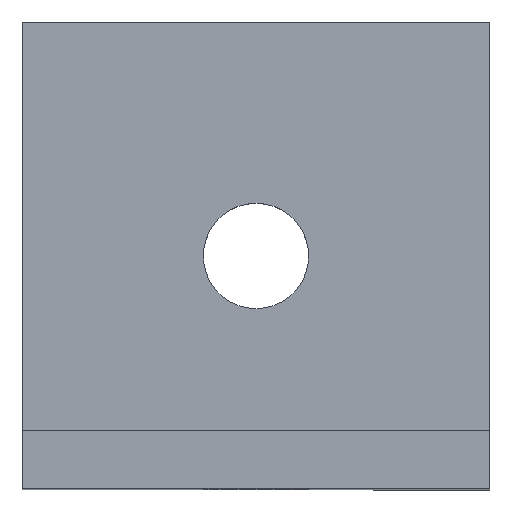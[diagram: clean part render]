
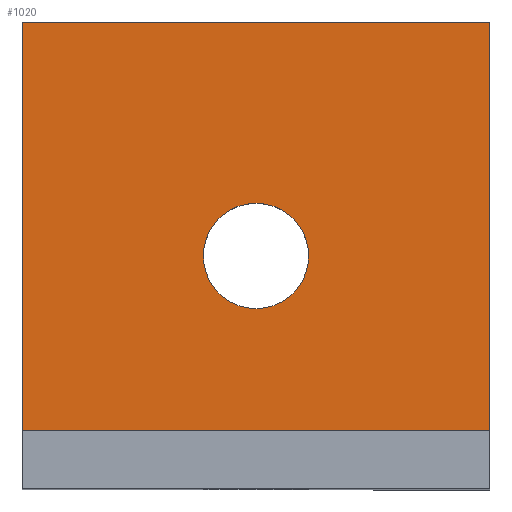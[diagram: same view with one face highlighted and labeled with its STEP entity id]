
A CAD part, top view. The second image highlights one B-rep face of the part: STEP entity #1020.
In plain terms, the highlighted face is planar.
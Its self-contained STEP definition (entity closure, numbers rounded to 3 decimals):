
#360=CARTESIAN_POINT('',(5.,35.,0.));
#370=VERTEX_POINT('',#360);
#400=CARTESIAN_POINT('',(0.,35.,0.));
#410=DIRECTION('',(-1.,0.,0.));
#420=VECTOR('',#410,1.);
#430=LINE('',#400,#420);
#440=CARTESIAN_POINT('',(40.,35.,0.));
#450=VERTEX_POINT('',#440);
#460=EDGE_CURVE('',#450,#370,#430,.T.);
#570=CARTESIAN_POINT('',(5.,35.,-4.));
#580=DIRECTION('',(-0.,1.,0.));
#590=DIRECTION('',(1.,0.,0.));
#600=AXIS2_PLACEMENT_3D('',#570,#580,#590);
#610=PLANE('',#600);
#620=CARTESIAN_POINT('',(20.,35.,20.));
#630=DIRECTION('',(0.,1.,0.));
#640=DIRECTION('',(1.,0.,0.));
#650=AXIS2_PLACEMENT_3D('',#620,#630,#640);
#660=CIRCLE('',#650,4.5);
#670=CARTESIAN_POINT('',(24.5,35.,20.));
#680=VERTEX_POINT('',#670);
#690=CARTESIAN_POINT('',(15.5,35.,20.));
#700=VERTEX_POINT('',#690);
#710=EDGE_CURVE('',#680,#700,#660,.T.);
#720=ORIENTED_EDGE('',*,*,#710,.T.);
#730=EDGE_CURVE('',#700,#680,#660,.T.);
#740=ORIENTED_EDGE('',*,*,#730,.T.);
#750=EDGE_LOOP('',(#740,#720));
#760=FACE_BOUND('',#750,.T.);
#770=CARTESIAN_POINT('',(40.,35.,0.));
#780=DIRECTION('',(0.,0.,1.));
#790=VECTOR('',#780,1.);
#800=LINE('',#770,#790);
#810=CARTESIAN_POINT('',(40.,35.,40.));
#820=VERTEX_POINT('',#810);
#830=EDGE_CURVE('',#450,#820,#800,.T.);
#840=ORIENTED_EDGE('',*,*,#830,.T.);
#850=ORIENTED_EDGE('',*,*,#460,.F.);
#860=CARTESIAN_POINT('',(5.,35.,-4.));
#870=DIRECTION('',(0.,0.,1.));
#880=VECTOR('',#870,1.);
#890=LINE('',#860,#880);
#900=CARTESIAN_POINT('',(5.,35.,40.));
#910=VERTEX_POINT('',#900);
#920=EDGE_CURVE('',#370,#910,#890,.T.);
#930=ORIENTED_EDGE('',*,*,#920,.F.);
#940=CARTESIAN_POINT('',(0.,35.,40.));
#950=DIRECTION('',(-1.,0.,0.));
#960=VECTOR('',#950,1.);
#970=LINE('',#940,#960);
#980=EDGE_CURVE('',#820,#910,#970,.T.);
#990=ORIENTED_EDGE('',*,*,#980,.T.);
#1000=EDGE_LOOP('',(#990,#930,#850,#840));
#1010=FACE_OUTER_BOUND('',#1000,.T.);
#1020=ADVANCED_FACE('',(#760,#1010),#610,.F.);
